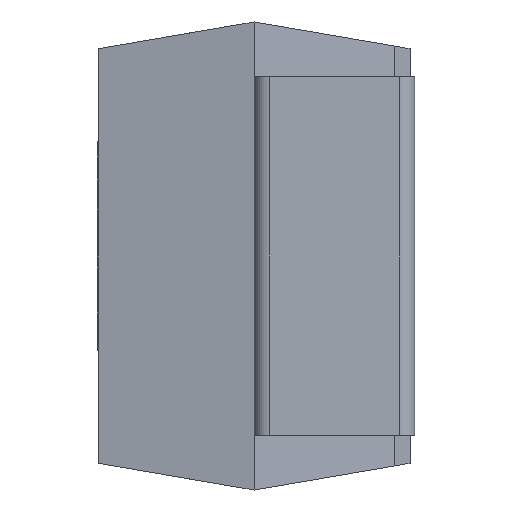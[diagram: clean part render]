
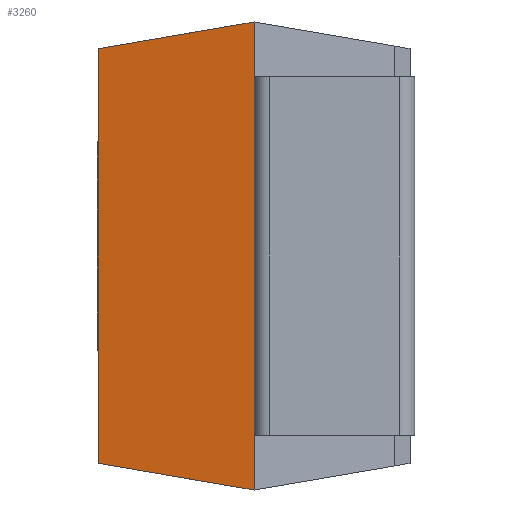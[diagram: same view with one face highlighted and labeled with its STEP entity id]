
A CAD part, left-side view. The second image highlights one B-rep face of the part: STEP entity #3260.
In plain terms, the highlighted planar face has unit normal (-0.986, 0.168, 0).
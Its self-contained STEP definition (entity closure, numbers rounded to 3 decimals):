
#197 = VERTEX_POINT ( 'NONE', #1894 ) ;
#278 = VECTOR ( 'NONE', #3737, 1000. ) ;
#348 = EDGE_CURVE ( 'NONE', #3815, #197, #2028, .T. ) ;
#463 = DIRECTION ( 'NONE',  ( 0., 0., 1. ) ) ;
#470 = VECTOR ( 'NONE', #3281, 1000. ) ;
#491 = FACE_OUTER_BOUND ( 'NONE', #952, .T. ) ;
#558 = CARTESIAN_POINT ( 'NONE',  ( -0.078, 0.541, 0.079 ) ) ;
#559 = VECTOR ( 'NONE', #671, 1000. ) ;
#637 = LINE ( 'NONE', #558, #470 ) ;
#671 = DIRECTION ( 'NONE',  ( 0., 0., 1. ) ) ;
#724 = CARTESIAN_POINT ( 'NONE',  ( 0., 1., -2.65 ) ) ;
#784 = CARTESIAN_POINT ( 'NONE',  ( 0.171, 2., -3. ) ) ;
#952 = EDGE_LOOP ( 'NONE', ( #2468, #3733, #3298, #2212, #2844, #2100 ) ) ;
#988 = LINE ( 'NONE', #3634, #559 ) ;
#1009 = VECTOR ( 'NONE', #2148, 1000. ) ;
#1081 = CARTESIAN_POINT ( 'NONE',  ( 0.171, 2., -2.829 ) ) ;
#1103 = VECTOR ( 'NONE', #463, 1000. ) ;
#1193 = EDGE_CURVE ( 'NONE', #3297, #197, #637, .T. ) ;
#1293 = EDGE_CURVE ( 'NONE', #3877, #3297, #2455, .T. ) ;
#1367 = CARTESIAN_POINT ( 'NONE',  ( 0., 1., -0.35 ) ) ;
#1461 = CARTESIAN_POINT ( 'NONE',  ( -0.166, 0.028, -3. ) ) ;
#1679 = LINE ( 'NONE', #2566, #278 ) ;
#1729 = DIRECTION ( 'NONE',  ( 0., 0., 1. ) ) ;
#1812 = VECTOR ( 'NONE', #1729, 1000. ) ;
#1894 = CARTESIAN_POINT ( 'NONE',  ( 0., 1., 0. ) ) ;
#1947 = AXIS2_PLACEMENT_3D ( 'NONE', #1461, #2329, #3477 ) ;
#2028 = LINE ( 'NONE', #3204, #1812 ) ;
#2038 = VERTEX_POINT ( 'NONE', #3793 ) ;
#2100 = ORIENTED_EDGE ( 'NONE', *, *, #1193, .F. ) ;
#2148 = DIRECTION ( 'NONE',  ( 0., 0., 1. ) ) ;
#2190 = VERTEX_POINT ( 'NONE', #724 ) ;
#2212 = ORIENTED_EDGE ( 'NONE', *, *, #3711, .T. ) ;
#2318 = EDGE_CURVE ( 'NONE', #3877, #2038, #1679, .T. ) ;
#2329 = DIRECTION ( 'NONE',  ( -0.986, 0.168, 0. ) ) ;
#2350 = CARTESIAN_POINT ( 'NONE',  ( 0.171, 2., -0.171 ) ) ;
#2455 = LINE ( 'NONE', #784, #1103 ) ;
#2468 = ORIENTED_EDGE ( 'NONE', *, *, #1293, .F. ) ;
#2522 = LINE ( 'NONE', #3712, #1009 ) ;
#2566 = CARTESIAN_POINT ( 'NONE',  ( -0.161, 0.055, -3.162 ) ) ;
#2844 = ORIENTED_EDGE ( 'NONE', *, *, #348, .T. ) ;
#3204 = CARTESIAN_POINT ( 'NONE',  ( 0., 1., -3. ) ) ;
#3260 = ADVANCED_FACE ( 'NONE', ( #491 ), #3812, .T. ) ;
#3281 = DIRECTION ( 'NONE',  ( -0.166, -0.972, 0.167 ) ) ;
#3297 = VERTEX_POINT ( 'NONE', #2350 ) ;
#3298 = ORIENTED_EDGE ( 'NONE', *, *, #3375, .T. ) ;
#3375 = EDGE_CURVE ( 'NONE', #2038, #2190, #988, .T. ) ;
#3477 = DIRECTION ( 'NONE',  ( -0.168, -0.986, 0. ) ) ;
#3634 = CARTESIAN_POINT ( 'NONE',  ( 0., 1., -3. ) ) ;
#3711 = EDGE_CURVE ( 'NONE', #2190, #3815, #2522, .T. ) ;
#3712 = CARTESIAN_POINT ( 'NONE',  ( 0., 1., -3. ) ) ;
#3733 = ORIENTED_EDGE ( 'NONE', *, *, #2318, .T. ) ;
#3737 = DIRECTION ( 'NONE',  ( -0.166, -0.972, -0.167 ) ) ;
#3793 = CARTESIAN_POINT ( 'NONE',  ( 0., 1., -3. ) ) ;
#3812 = PLANE ( 'NONE',  #1947 ) ;
#3815 = VERTEX_POINT ( 'NONE', #1367 ) ;
#3877 = VERTEX_POINT ( 'NONE', #1081 ) ;
